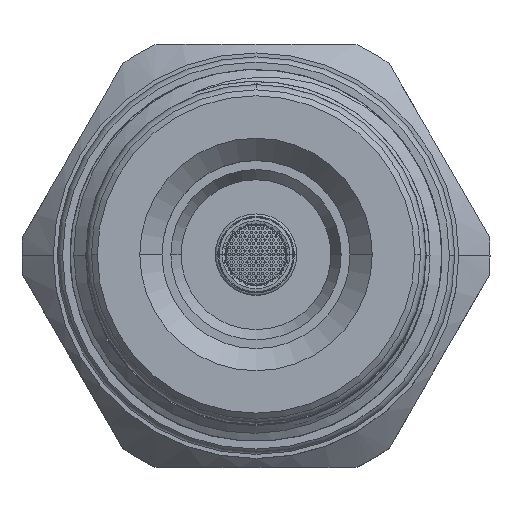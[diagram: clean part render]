
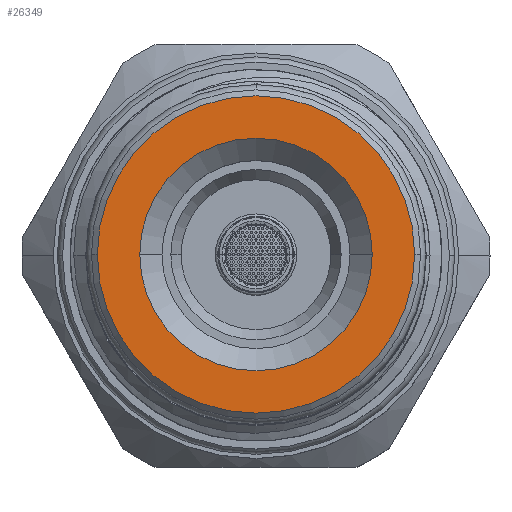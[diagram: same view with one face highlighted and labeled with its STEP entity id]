
A CAD part, top view. The second image highlights one B-rep face of the part: STEP entity #26349.
In plain terms, the highlighted planar face has unit normal (0, 0, 1).
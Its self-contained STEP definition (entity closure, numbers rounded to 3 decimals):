
#43 = DIRECTION ( 'NONE',  ( -1., 0., 0. ) ) ;
#55 = DIRECTION ( 'NONE',  ( 0., 0., 1. ) ) ;
#4435 = CARTESIAN_POINT ( 'NONE',  ( -10.715, 0., -2.957 ) ) ;
#4737 = ORIENTED_EDGE ( 'NONE', *, *, #9917, .F. ) ;
#6340 = VERTEX_POINT ( 'NONE', #52039 ) ;
#9024 = DIRECTION ( 'NONE',  ( -1., 0., 0. ) ) ;
#9032 = EDGE_CURVE ( 'NONE', #31737, #39816, #48423, .T. ) ;
#9208 = AXIS2_PLACEMENT_3D ( 'NONE', #21159, #9238, #12861 ) ;
#9238 = DIRECTION ( 'NONE',  ( 0., 0., 1. ) ) ;
#9917 = EDGE_CURVE ( 'NONE', #39816, #31737, #28470, .T. ) ;
#12066 = CARTESIAN_POINT ( 'NONE',  ( 0., 0., -2.957 ) ) ;
#12861 = DIRECTION ( 'NONE',  ( -1., 0., 0. ) ) ;
#12914 = EDGE_CURVE ( 'NONE', #6340, #49117, #34795, .T. ) ;
#13170 = CARTESIAN_POINT ( 'NONE',  ( 0., 0., -2.957 ) ) ;
#17499 = PLANE ( 'NONE',  #50073 ) ;
#19224 = EDGE_LOOP ( 'NONE', ( #43334, #23182 ) ) ;
#19666 = FACE_BOUND ( 'NONE', #47046, .T. ) ;
#21159 = CARTESIAN_POINT ( 'NONE',  ( 0., 0., -2.957 ) ) ;
#23182 = ORIENTED_EDGE ( 'NONE', *, *, #12914, .T. ) ;
#24103 = CARTESIAN_POINT ( 'NONE',  ( 7.85, 0., -2.957 ) ) ;
#25099 = AXIS2_PLACEMENT_3D ( 'NONE', #29277, #44939, #43 ) ;
#26349 = ADVANCED_FACE ( 'NONE', ( #46068, #19666 ), #17499, .F. ) ;
#28470 = CIRCLE ( 'NONE', #42656, 7.85 ) ;
#28770 = DIRECTION ( 'NONE',  ( 1., 0., 0. ) ) ;
#29277 = CARTESIAN_POINT ( 'NONE',  ( 0., 0., -2.957 ) ) ;
#30904 = ORIENTED_EDGE ( 'NONE', *, *, #9032, .F. ) ;
#31737 = VERTEX_POINT ( 'NONE', #24103 ) ;
#33758 = DIRECTION ( 'NONE',  ( 0., 0., -1. ) ) ;
#34795 = CIRCLE ( 'NONE', #25099, 10.715 ) ;
#34999 = CIRCLE ( 'NONE', #9208, 10.715 ) ;
#38508 = AXIS2_PLACEMENT_3D ( 'NONE', #12066, #48475, #52593 ) ;
#39816 = VERTEX_POINT ( 'NONE', #41131 ) ;
#41131 = CARTESIAN_POINT ( 'NONE',  ( -7.85, 0., -2.957 ) ) ;
#42656 = AXIS2_PLACEMENT_3D ( 'NONE', #53379, #55, #28770 ) ;
#42670 = EDGE_CURVE ( 'NONE', #49117, #6340, #34999, .T. ) ;
#43334 = ORIENTED_EDGE ( 'NONE', *, *, #42670, .T. ) ;
#44939 = DIRECTION ( 'NONE',  ( 0., 0., 1. ) ) ;
#46068 = FACE_OUTER_BOUND ( 'NONE', #19224, .T. ) ;
#47046 = EDGE_LOOP ( 'NONE', ( #30904, #4737 ) ) ;
#48423 = CIRCLE ( 'NONE', #38508, 7.85 ) ;
#48475 = DIRECTION ( 'NONE',  ( 0., 0., 1. ) ) ;
#49117 = VERTEX_POINT ( 'NONE', #4435 ) ;
#50073 = AXIS2_PLACEMENT_3D ( 'NONE', #13170, #33758, #9024 ) ;
#52039 = CARTESIAN_POINT ( 'NONE',  ( 10.715, 0., -2.957 ) ) ;
#52593 = DIRECTION ( 'NONE',  ( 1., 0., 0. ) ) ;
#53379 = CARTESIAN_POINT ( 'NONE',  ( 0., 0., -2.957 ) ) ;
